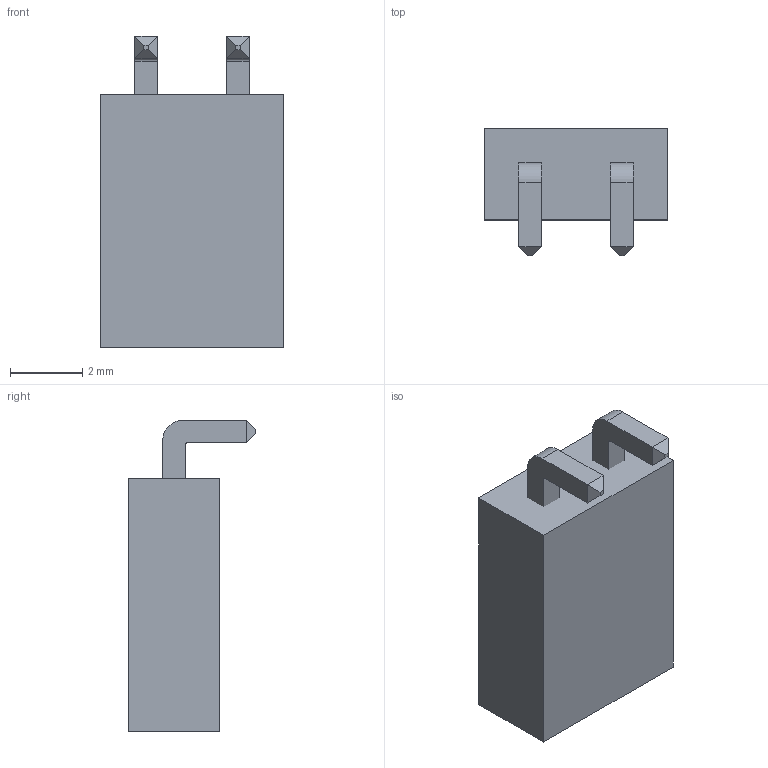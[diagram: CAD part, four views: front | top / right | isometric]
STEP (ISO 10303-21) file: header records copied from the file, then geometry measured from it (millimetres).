
FILE_DESCRIPTION(/* description */ ('STEP AP242','CAx-IF Rec.Pracs.---Representation and Presentation of Product Manufacturing Information (PMI)---4.0---2014-10-13','CAx-IF Rec.Pracs.---3D Tessellated Geometry---0.4---2014-09-14','2;1'),/* implementation_level */ '2;1');
FILE_NAME(/* name */ '68a6ffd3c3958b01962deec7',/* time_stamp */ '2025-08-21T11:15:32Z',/* author */ (''),/* organization */ (''),/* preprocessor_version */ 'ST-DEVELOPER v20',/* originating_system */ 'ONSHAPE BY PTC INC, 1.202',/* authorisation */ ' ');
FILE_SCHEMA (('AP242_MANAGED_MODEL_BASED_3D_ENGINEERING_MIM_LF { 1 0 10303 442 1 1 4 }'));
Length unit declared in the file: metre
Products named in the file (3): LeadsArray; Body
Bounding box: 5.08 x 3.54 x 8.61 mm (x, y, z)
Volume: 89.3 mm3; surface area: 184.4 mm2
Topology: 3 solids, 3 shells, 55 faces, 125 edges, 78 vertices
Faces by surface type: plane 51, cylinder 4
Entity records: 1572 total; most frequent: CARTESIAN_POINT 261, ORIENTED_EDGE 250, DIRECTION 249, EDGE_CURVE 125, LINE 117, VECTOR 117, VERTEX_POINT 78, AXIS2_PLACEMENT_3D 66
